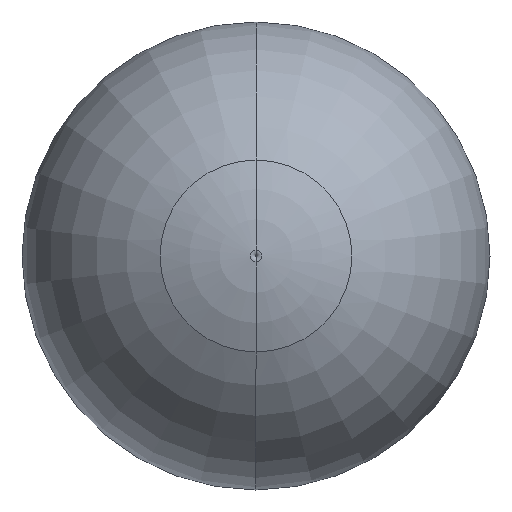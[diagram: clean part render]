
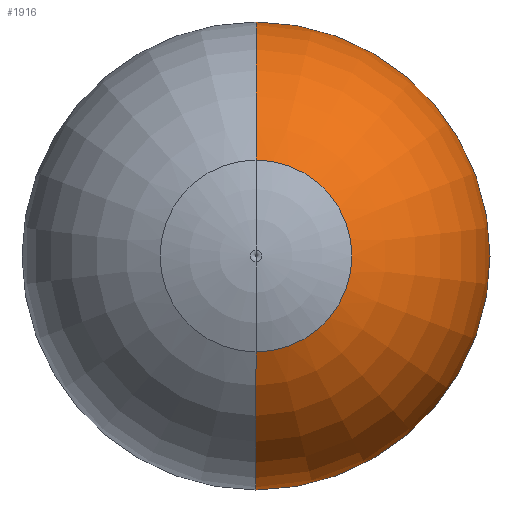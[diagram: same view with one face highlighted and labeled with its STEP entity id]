
A CAD part, left-side view. The second image highlights one B-rep face of the part: STEP entity #1916.
In plain terms, the highlighted toroidal (fillet/blend) face has major radius 0.048 mm and minor radius 15.903 mm.
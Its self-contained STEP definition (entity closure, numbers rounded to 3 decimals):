
#181 = VERTEX_POINT ( 'NONE', #1597 ) ;
#308 = CARTESIAN_POINT ( 'NONE',  ( -4.548, 0., 0. ) ) ;
#345 = CIRCLE ( 'NONE', #1710, 6.54 ) ;
#357 = DIRECTION ( 'NONE',  ( 0., 0., 1. ) ) ;
#376 = DIRECTION ( 'NONE',  ( 0., 0., 1. ) ) ;
#480 = DIRECTION ( 'NONE',  ( 0., -1., 0. ) ) ;
#747 = CIRCLE ( 'NONE', #1224, 15.903 ) ;
#779 = DIRECTION ( 'NONE',  ( 0., 0., 1. ) ) ;
#861 = CARTESIAN_POINT ( 'NONE',  ( 9.969, 0., 0.048 ) ) ;
#871 = EDGE_CURVE ( 'NONE', #4482, #1918, #2042, .T. ) ;
#910 = ORIENTED_EDGE ( 'NONE', *, *, #3426, .T. ) ;
#1224 = AXIS2_PLACEMENT_3D ( 'NONE', #861, #480, #1258 ) ;
#1258 = DIRECTION ( 'NONE',  ( 0., 0., -1. ) ) ;
#1471 = TOROIDAL_SURFACE ( 'NONE', #2124, 0.048, 15.903 ) ;
#1480 = FACE_OUTER_BOUND ( 'NONE', #2051, .T. ) ;
#1597 = CARTESIAN_POINT ( 'NONE',  ( -4.548, 0., 6.54 ) ) ;
#1710 = AXIS2_PLACEMENT_3D ( 'NONE', #308, #4882, #779 ) ;
#1854 = DIRECTION ( 'NONE',  ( -1., 0., 0. ) ) ;
#1916 = ADVANCED_FACE ( 'NONE', ( #1480 ), #1471, .T. ) ;
#1918 = VERTEX_POINT ( 'NONE', #3741 ) ;
#2042 = CIRCLE ( 'NONE', #4801, 15.903 ) ;
#2051 = EDGE_LOOP ( 'NONE', ( #3701, #910, #4773, #2543 ) ) ;
#2124 = AXIS2_PLACEMENT_3D ( 'NONE', #4136, #2524, #357 ) ;
#2206 = CARTESIAN_POINT ( 'NONE',  ( 10.068, 0., 0. ) ) ;
#2379 = CARTESIAN_POINT ( 'NONE',  ( 10.068, 0., 15.951 ) ) ;
#2524 = DIRECTION ( 'NONE',  ( -1., 0., 0. ) ) ;
#2543 = ORIENTED_EDGE ( 'NONE', *, *, #4330, .T. ) ;
#2877 = AXIS2_PLACEMENT_3D ( 'NONE', #2206, #1854, #376 ) ;
#2953 = CIRCLE ( 'NONE', #2877, 15.951 ) ;
#3089 = CARTESIAN_POINT ( 'NONE',  ( 10.068, 0., -15.951 ) ) ;
#3290 = CARTESIAN_POINT ( 'NONE',  ( 9.969, 0., -0.048 ) ) ;
#3426 = EDGE_CURVE ( 'NONE', #4482, #4734, #2953, .T. ) ;
#3701 = ORIENTED_EDGE ( 'NONE', *, *, #871, .F. ) ;
#3741 = CARTESIAN_POINT ( 'NONE',  ( -4.548, 0., -6.54 ) ) ;
#4084 = DIRECTION ( 'NONE',  ( 0., 1., 0. ) ) ;
#4136 = CARTESIAN_POINT ( 'NONE',  ( 9.969, 0., 0. ) ) ;
#4163 = EDGE_CURVE ( 'NONE', #4734, #181, #747, .T. ) ;
#4330 = EDGE_CURVE ( 'NONE', #181, #1918, #345, .T. ) ;
#4482 = VERTEX_POINT ( 'NONE', #3089 ) ;
#4734 = VERTEX_POINT ( 'NONE', #2379 ) ;
#4773 = ORIENTED_EDGE ( 'NONE', *, *, #4163, .T. ) ;
#4799 = DIRECTION ( 'NONE',  ( 0., 0., 1. ) ) ;
#4801 = AXIS2_PLACEMENT_3D ( 'NONE', #3290, #4084, #4799 ) ;
#4882 = DIRECTION ( 'NONE',  ( 1., 0., 0. ) ) ;
